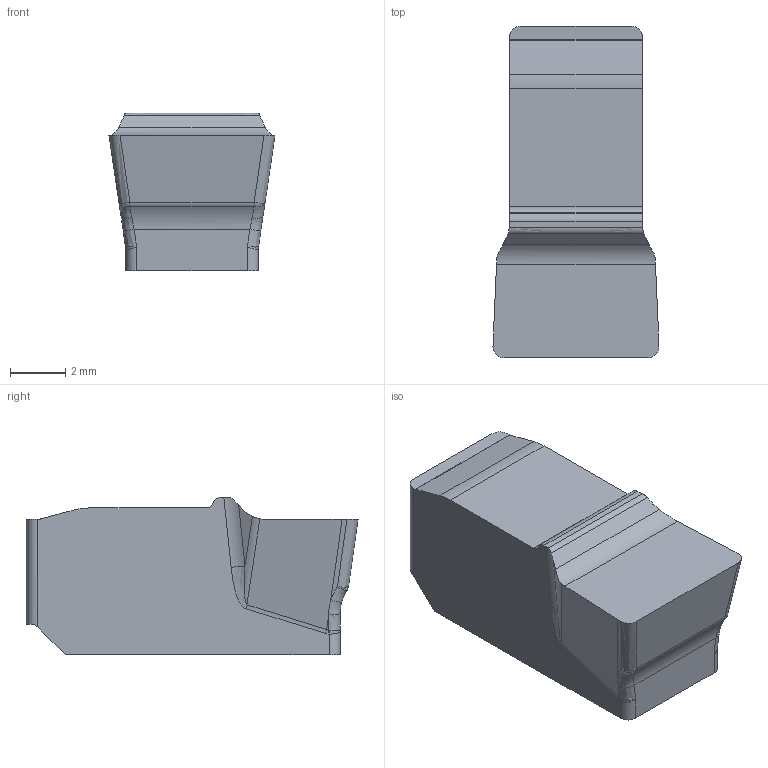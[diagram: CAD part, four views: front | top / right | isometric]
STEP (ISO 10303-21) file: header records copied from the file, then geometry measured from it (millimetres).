
FILE_DESCRIPTION(/* description */ (''),/* implementation_level */ '2;1');
FILE_NAME(/* name */ 'aaa358122_a.stp',/* time_stamp */ '2021-06-04T15:14:31+02:00',/* author */ (''),/* organization */ ('SMS'),/* preprocessor_version */ 'ST-DEVELOPER v16.7',/* originating_system */ 'SIEMENS PLM Software NX 12.0',/* authorisation */ '');
FILE_SCHEMA (('AUTOMOTIVE_DESIGN { 1 0 10303 214 3 1 1 1 }'));
Length unit declared in the file: millimetre
Products named in the file (1): AAA358122_A
Bounding box: 6 x 12 x 5.7 mm (x, y, z)
Volume: 290.6 mm3; surface area: 281.2 mm2
Topology: 1 solids, 1 shells, 67 faces, 174 edges, 108 vertices
Faces by surface type: bspline 23, cylinder 21, plane 19, extrusion 4
Entity records: 4371 total; most frequent: CARTESIAN_POINT 2640, ORIENTED_EDGE 336, DIRECTION 265, EDGE_CURVE 168, VERTEX_POINT 104, AXIS2_PLACEMENT_3D 95, VECTOR 75, LINE 71
